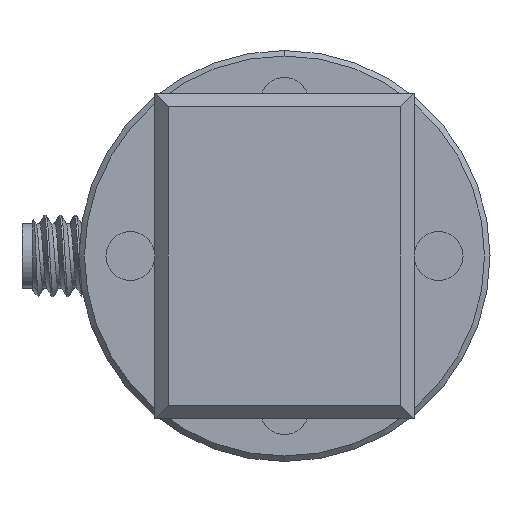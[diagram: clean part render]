
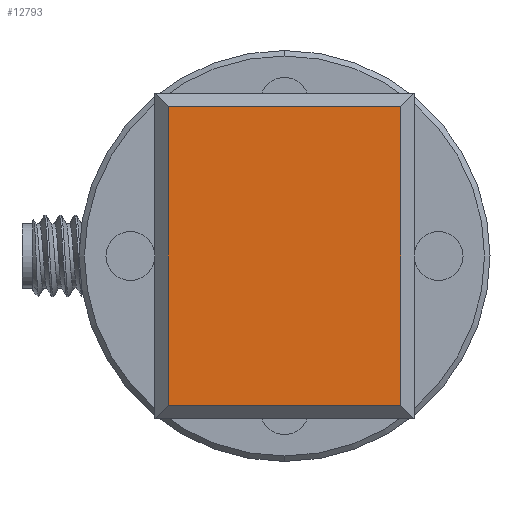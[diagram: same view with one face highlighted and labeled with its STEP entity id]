
A CAD part, left-side view. The second image highlights one B-rep face of the part: STEP entity #12793.
In plain terms, the highlighted planar face has unit normal (-1, 0, 0).
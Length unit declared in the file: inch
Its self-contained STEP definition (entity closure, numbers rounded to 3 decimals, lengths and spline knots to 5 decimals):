
#1449 = PLANE ( 'NONE',  #39188 ) ;
#3663 = EDGE_CURVE ( 'NONE', #30853, #34662, #18833, .T. ) ;
#5513 = DIRECTION ( 'NONE',  ( 0., 0., -1. ) ) ;
#5538 = EDGE_LOOP ( 'NONE', ( #38069, #34752, #36451, #35123 ) ) ;
#8667 = CARTESIAN_POINT ( 'NONE',  ( -2.40167, 0.6137, 1.04282 ) ) ;
#8694 = LINE ( 'NONE', #17159, #16242 ) ;
#12793 = ADVANCED_FACE ( 'NONE', ( #34747 ), #1449, .F. ) ;
#13112 = LINE ( 'NONE', #16333, #32298 ) ;
#13145 = DIRECTION ( 'NONE',  ( 0., -1., 0. ) ) ;
#13266 = CARTESIAN_POINT ( 'NONE',  ( -2.40167, 0.4017, 0.77082 ) ) ;
#14595 = EDGE_CURVE ( 'NONE', #34662, #25283, #13112, .T. ) ;
#15259 = VECTOR ( 'NONE', #13145, 39.37008 ) ;
#15838 = CARTESIAN_POINT ( 'NONE',  ( -2.40167, 0.1897, 0.49882 ) ) ;
#15900 = VECTOR ( 'NONE', #19904, 39.37008 ) ;
#15967 = CARTESIAN_POINT ( 'NONE',  ( -2.40167, 0.1597, 0.49882 ) ) ;
#16242 = VECTOR ( 'NONE', #5513, 39.37008 ) ;
#16333 = CARTESIAN_POINT ( 'NONE',  ( -2.40167, 0.1897, 1.07282 ) ) ;
#17159 = CARTESIAN_POINT ( 'NONE',  ( -2.40167, 0.6137, 0.46882 ) ) ;
#18355 = EDGE_CURVE ( 'NONE', #25283, #38280, #35109, .T. ) ;
#18833 = LINE ( 'NONE', #15967, #15259 ) ;
#19536 = DIRECTION ( 'NONE',  ( 1., 0., 0. ) ) ;
#19904 = DIRECTION ( 'NONE',  ( 0., 1., 0. ) ) ;
#19945 = DIRECTION ( 'NONE',  ( 0., 0., -1. ) ) ;
#25068 = EDGE_CURVE ( 'NONE', #38280, #30853, #8694, .T. ) ;
#25283 = VERTEX_POINT ( 'NONE', #26050 ) ;
#26050 = CARTESIAN_POINT ( 'NONE',  ( -2.40167, 0.1897, 1.04282 ) ) ;
#30853 = VERTEX_POINT ( 'NONE', #32896 ) ;
#32298 = VECTOR ( 'NONE', #34389, 39.37008 ) ;
#32896 = CARTESIAN_POINT ( 'NONE',  ( -2.40167, 0.6137, 0.49882 ) ) ;
#34389 = DIRECTION ( 'NONE',  ( 0., 0., 1. ) ) ;
#34662 = VERTEX_POINT ( 'NONE', #15838 ) ;
#34747 = FACE_OUTER_BOUND ( 'NONE', #5538, .T. ) ;
#34752 = ORIENTED_EDGE ( 'NONE', *, *, #25068, .T. ) ;
#35109 = LINE ( 'NONE', #38529, #15900 ) ;
#35123 = ORIENTED_EDGE ( 'NONE', *, *, #14595, .T. ) ;
#36451 = ORIENTED_EDGE ( 'NONE', *, *, #3663, .T. ) ;
#38069 = ORIENTED_EDGE ( 'NONE', *, *, #18355, .T. ) ;
#38280 = VERTEX_POINT ( 'NONE', #8667 ) ;
#38529 = CARTESIAN_POINT ( 'NONE',  ( -2.40167, 0.6437, 1.04282 ) ) ;
#39188 = AXIS2_PLACEMENT_3D ( 'NONE', #13266, #19536, #19945 ) ;
